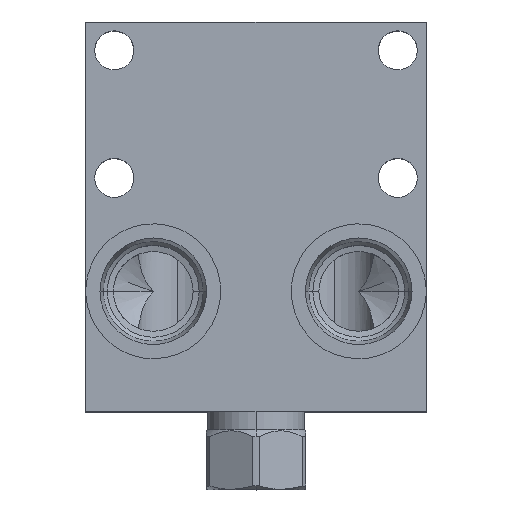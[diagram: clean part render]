
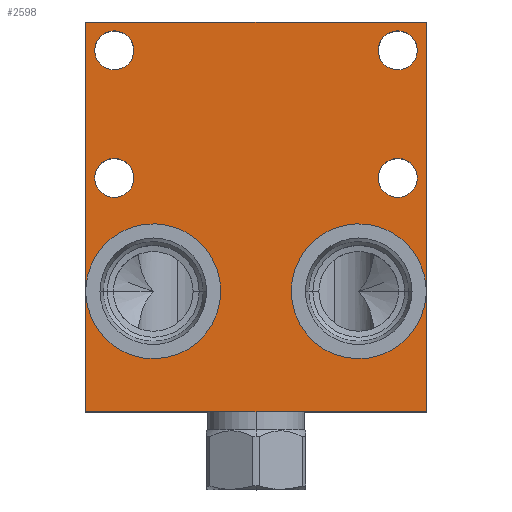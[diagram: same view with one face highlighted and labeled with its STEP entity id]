
A CAD part, top view. The second image highlights one B-rep face of the part: STEP entity #2598.
In plain terms, the highlighted planar face has unit normal (0, 0, 1).
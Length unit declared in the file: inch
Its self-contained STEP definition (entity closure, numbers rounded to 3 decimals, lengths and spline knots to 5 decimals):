
#93=CARTESIAN_POINT('',(0.594,-2.375,1.938));
#94=DIRECTION('',(0.,0.,-1.));
#95=DIRECTION('',(-0.998,0.058,0.));
#96=AXIS2_PLACEMENT_3D('',#93,#94,#95);
#103=DIRECTION('',(0.,1.,0.));
#104=VECTOR('',#103,1.02852);
#105=CARTESIAN_POINT('',(3.,-3.438,1.938));
#106=LINE('',#105,#104);
#107=DIRECTION('',(1.,0.,0.));
#108=VECTOR('',#107,3.);
#109=CARTESIAN_POINT('',(0.,-3.438,1.938));
#110=LINE('',#109,#108);
#111=DIRECTION('',(0.,-1.,0.));
#112=VECTOR('',#111,1.02852);
#113=CARTESIAN_POINT('',(0.,-2.40948,1.938));
#114=LINE('',#113,#112);
#115=DIRECTION('',(0.,-1.,0.));
#116=VECTOR('',#115,2.34052);
#117=CARTESIAN_POINT('',(0.,0.,1.938));
#118=LINE('',#117,#116);
#119=DIRECTION('',(-1.,0.,0.));
#120=VECTOR('',#119,3.);
#121=CARTESIAN_POINT('',(3.,0.,1.938));
#122=LINE('',#121,#120);
#123=DIRECTION('',(0.,1.,0.));
#124=VECTOR('',#123,2.34052);
#125=CARTESIAN_POINT('',(3.,-2.34052,1.938));
#126=LINE('',#125,#124);
#127=CARTESIAN_POINT('',(0.25,-0.25,1.938));
#128=DIRECTION('',(0.,0.,1.));
#129=DIRECTION('',(0.,1.,0.));
#130=AXIS2_PLACEMENT_3D('',#127,#128,#129);
#132=CARTESIAN_POINT('',(0.25,-0.25,1.938));
#133=DIRECTION('',(0.,0.,1.));
#134=DIRECTION('',(0.,-1.,0.));
#135=AXIS2_PLACEMENT_3D('',#132,#133,#134);
#137=CARTESIAN_POINT('',(2.75,-0.25,1.938));
#138=DIRECTION('',(0.,0.,1.));
#139=DIRECTION('',(0.,1.,0.));
#140=AXIS2_PLACEMENT_3D('',#137,#138,#139);
#142=CARTESIAN_POINT('',(2.75,-0.25,1.938));
#143=DIRECTION('',(0.,0.,1.));
#144=DIRECTION('',(0.,-1.,0.));
#145=AXIS2_PLACEMENT_3D('',#142,#143,#144);
#147=CARTESIAN_POINT('',(2.75,-1.375,1.938));
#148=DIRECTION('',(0.,0.,1.));
#149=DIRECTION('',(0.,1.,0.));
#150=AXIS2_PLACEMENT_3D('',#147,#148,#149);
#152=CARTESIAN_POINT('',(2.75,-1.375,1.938));
#153=DIRECTION('',(0.,0.,1.));
#154=DIRECTION('',(0.,-1.,0.));
#155=AXIS2_PLACEMENT_3D('',#152,#153,#154);
#157=CARTESIAN_POINT('',(0.25,-1.375,1.938));
#158=DIRECTION('',(0.,0.,1.));
#159=DIRECTION('',(0.,1.,0.));
#160=AXIS2_PLACEMENT_3D('',#157,#158,#159);
#162=CARTESIAN_POINT('',(0.25,-1.375,1.938));
#163=DIRECTION('',(0.,0.,1.));
#164=DIRECTION('',(0.,-1.,0.));
#165=AXIS2_PLACEMENT_3D('',#162,#163,#164);
#172=CARTESIAN_POINT('',(2.406,-2.375,1.938));
#173=DIRECTION('',(0.,0.,-1.));
#174=DIRECTION('',(0.998,-0.058,0.));
#175=AXIS2_PLACEMENT_3D('',#172,#173,#174);
#2133=CARTESIAN_POINT('',(0.,-3.438,1.938));
#2134=CARTESIAN_POINT('',(3.,-3.438,1.938));
#2135=VERTEX_POINT('',#2133);
#2136=VERTEX_POINT('',#2134);
#2137=CARTESIAN_POINT('',(3.,0.,1.938));
#2138=CARTESIAN_POINT('',(0.,0.,1.938));
#2139=VERTEX_POINT('',#2137);
#2140=VERTEX_POINT('',#2138);
#2157=CARTESIAN_POINT('',(0.,-2.34052,1.938));
#2159=VERTEX_POINT('',#2157);
#2163=CARTESIAN_POINT('',(0.,-2.40948,1.938));
#2164=VERTEX_POINT('',#2163);
#2189=CARTESIAN_POINT('',(3.,-2.34052,1.938));
#2191=VERTEX_POINT('',#2189);
#2195=CARTESIAN_POINT('',(3.,-2.40948,1.938));
#2196=VERTEX_POINT('',#2195);
#2209=CARTESIAN_POINT('',(0.25,-0.078,1.938));
#2210=CARTESIAN_POINT('',(0.25,-0.422,1.938));
#2211=VERTEX_POINT('',#2209);
#2212=VERTEX_POINT('',#2210);
#2217=CARTESIAN_POINT('',(2.75,-0.078,1.938));
#2218=CARTESIAN_POINT('',(2.75,-0.422,1.938));
#2219=VERTEX_POINT('',#2217);
#2220=VERTEX_POINT('',#2218);
#2225=CARTESIAN_POINT('',(2.75,-1.203,1.938));
#2226=CARTESIAN_POINT('',(2.75,-1.547,1.938));
#2227=VERTEX_POINT('',#2225);
#2228=VERTEX_POINT('',#2226);
#2233=CARTESIAN_POINT('',(0.25,-1.203,1.938));
#2234=CARTESIAN_POINT('',(0.25,-1.547,1.938));
#2235=VERTEX_POINT('',#2233);
#2236=VERTEX_POINT('',#2234);
#2554=CARTESIAN_POINT('',(0.,0.,1.938));
#2555=DIRECTION('',(0.,0.,1.));
#2556=DIRECTION('',(1.,0.,0.));
#2557=AXIS2_PLACEMENT_3D('',#2554,#2555,#2556);
#2558=PLANE('',#2557);
#2560=ORIENTED_EDGE('',*,*,#2559,.F.);
#2562=ORIENTED_EDGE('',*,*,#2561,.F.);
#2564=ORIENTED_EDGE('',*,*,#2563,.F.);
#2565=ORIENTED_EDGE('',*,*,#2528,.F.);
#2566=ORIENTED_EDGE('',*,*,#2545,.F.);
#2567=ORIENTED_EDGE('',*,*,#2535,.F.);
#2569=ORIENTED_EDGE('',*,*,#2568,.F.);
#2571=ORIENTED_EDGE('',*,*,#2570,.F.);
#2572=EDGE_LOOP('',(#2560,#2562,#2564,#2565,#2566,#2567,#2569,#2571));
#2573=FACE_OUTER_BOUND('',#2572,.F.);
#2575=ORIENTED_EDGE('',*,*,#2574,.T.);
#2577=ORIENTED_EDGE('',*,*,#2576,.T.);
#2578=EDGE_LOOP('',(#2575,#2577));
#2579=FACE_BOUND('',#2578,.F.);
#2581=ORIENTED_EDGE('',*,*,#2580,.T.);
#2583=ORIENTED_EDGE('',*,*,#2582,.T.);
#2584=EDGE_LOOP('',(#2581,#2583));
#2585=FACE_BOUND('',#2584,.F.);
#2587=ORIENTED_EDGE('',*,*,#2586,.T.);
#2589=ORIENTED_EDGE('',*,*,#2588,.T.);
#2590=EDGE_LOOP('',(#2587,#2589));
#2591=FACE_BOUND('',#2590,.F.);
#2593=ORIENTED_EDGE('',*,*,#2592,.T.);
#2595=ORIENTED_EDGE('',*,*,#2594,.T.);
#2596=EDGE_LOOP('',(#2593,#2595));
#2597=FACE_BOUND('',#2596,.F.);
#2598=ADVANCED_FACE('',(#2573,#2579,#2585,#2591,#2597),#2558,.T.);
#97=CIRCLE('',#96,0.595);
#131=CIRCLE('',#130,0.172);
#136=CIRCLE('',#135,0.172);
#141=CIRCLE('',#140,0.172);
#146=CIRCLE('',#145,0.172);
#151=CIRCLE('',#150,0.172);
#156=CIRCLE('',#155,0.172);
#161=CIRCLE('',#160,0.172);
#166=CIRCLE('',#165,0.172);
#176=CIRCLE('',#175,0.595);
#2528=EDGE_CURVE('',#2164,#2135,#114,.T.);
#2535=EDGE_CURVE('',#2140,#2159,#118,.T.);
#2545=EDGE_CURVE('',#2159,#2164,#97,.T.);
#2559=EDGE_CURVE('',#2196,#2191,#176,.T.);
#2561=EDGE_CURVE('',#2136,#2196,#106,.T.);
#2563=EDGE_CURVE('',#2135,#2136,#110,.T.);
#2568=EDGE_CURVE('',#2139,#2140,#122,.T.);
#2570=EDGE_CURVE('',#2191,#2139,#126,.T.);
#2574=EDGE_CURVE('',#2211,#2212,#131,.T.);
#2576=EDGE_CURVE('',#2212,#2211,#136,.T.);
#2580=EDGE_CURVE('',#2219,#2220,#141,.T.);
#2582=EDGE_CURVE('',#2220,#2219,#146,.T.);
#2586=EDGE_CURVE('',#2227,#2228,#151,.T.);
#2588=EDGE_CURVE('',#2228,#2227,#156,.T.);
#2592=EDGE_CURVE('',#2235,#2236,#161,.T.);
#2594=EDGE_CURVE('',#2236,#2235,#166,.T.);
